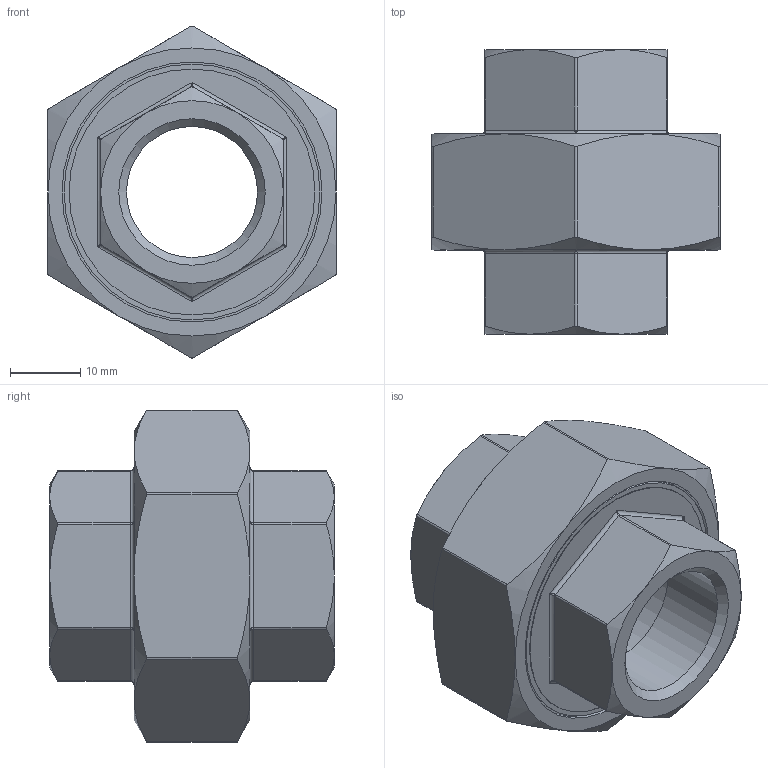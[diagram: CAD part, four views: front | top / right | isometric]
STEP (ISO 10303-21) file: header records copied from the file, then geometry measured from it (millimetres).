
FILE_DESCRIPTION(/* description */ (''),/* implementation_level */ '2;1');
FILE_NAME(/* name */ 'KI-311-015 Aschl.stp',/* time_stamp */ '2016-06-01T16:13:49+02:00',/* author */ ('hochmair'),/* organization */ (''),/* preprocessor_version */ 'ST-DEVELOPER v15.6',/* originating_system */ 'Autodesk Inventor 2015',/* authorisation */ '');
FILE_SCHEMA (('AUTOMOTIVE_DESIGN { 1 0 10303 214 3 1 1 }'));
Length unit declared in the file: millimetre
Products named in the file (1): TB32382580
Bounding box: 41 x 40.5 x 47.25 mm (x, y, z)
Volume: 24120.4 mm3; surface area: 9541.8 mm2
Topology: 1 solids, 1 shells, 106 faces, 246 edges, 138 vertices
Faces by surface type: cylinder 36, cone 30, plane 28, bspline 12
Full cylindrical faces by diameter (mm): 18.631 x2, 23.2 x1, 35 x1, 36.4 x1, 37 x1
Entity records: 3163 total; most frequent: CARTESIAN_POINT 1055, ORIENTED_EDGE 432, DIRECTION 418, EDGE_CURVE 216, AXIS2_PLACEMENT_3D 179, VERTEX_POINT 132, EDGE_LOOP 128, FACE_OUTER_BOUND 106
